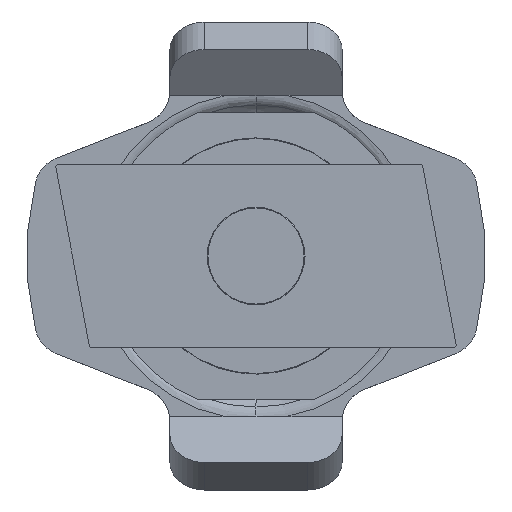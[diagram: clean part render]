
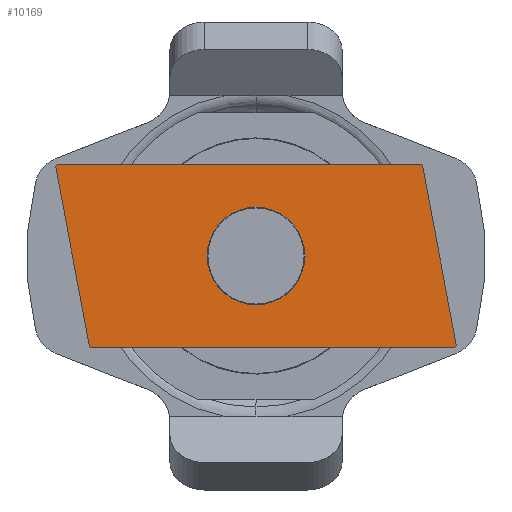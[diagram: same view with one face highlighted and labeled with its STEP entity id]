
A CAD part, front view. The second image highlights one B-rep face of the part: STEP entity #10169.
In plain terms, the highlighted face is planar.
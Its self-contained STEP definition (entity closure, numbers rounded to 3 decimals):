
#8357=CARTESIAN_POINT('',(0.,0.,0.));
#8358=DIRECTION('',(0.,0.,1.));
#8359=DIRECTION('',(1.,0.,0.));
#8360=AXIS2_PLACEMENT_3D('',#8357,#8358,#8359);
#8362=CARTESIAN_POINT('',(0.,0.,0.));
#8363=DIRECTION('',(0.,0.,1.));
#8364=DIRECTION('',(-1.,0.,0.));
#8365=AXIS2_PLACEMENT_3D('',#8362,#8363,#8364);
#8367=CARTESIAN_POINT('',(-14.293,7.75,0.));
#8368=DIRECTION('',(0.,0.,-1.));
#8369=DIRECTION('',(-0.983,0.184,0.));
#8370=AXIS2_PLACEMENT_3D('',#8367,#8368,#8369);
#8372=DIRECTION('',(0.184,0.983,0.));
#8373=VECTOR('',#8372,15.77);
#8374=CARTESIAN_POINT('',(-17.444,-7.704,0.));
#8375=LINE('',#8374,#8373);
#8376=CARTESIAN_POINT('',(-17.199,-7.75,0.));
#8377=DIRECTION('',(0.,0.,-1.));
#8378=DIRECTION('',(0.,-1.,0.));
#8379=AXIS2_PLACEMENT_3D('',#8376,#8377,#8378);
#8381=DIRECTION('',(1.,0.,0.));
#8382=VECTOR('',#8381,31.491);
#8383=CARTESIAN_POINT('',(-17.199,-8.,0.));
#8384=LINE('',#8383,#8382);
#8385=CARTESIAN_POINT('',(14.293,-7.75,0.));
#8386=DIRECTION('',(0.,0.,-1.));
#8387=DIRECTION('',(0.983,-0.184,0.));
#8388=AXIS2_PLACEMENT_3D('',#8385,#8386,#8387);
#8390=DIRECTION('',(-0.184,-0.983,0.));
#8391=VECTOR('',#8390,15.77);
#8392=CARTESIAN_POINT('',(17.444,7.704,0.));
#8393=LINE('',#8392,#8391);
#8394=CARTESIAN_POINT('',(17.199,7.75,0.));
#8395=DIRECTION('',(0.,0.,-1.));
#8396=DIRECTION('',(0.,1.,0.));
#8397=AXIS2_PLACEMENT_3D('',#8394,#8395,#8396);
#8399=DIRECTION('',(-1.,0.,0.));
#8400=VECTOR('',#8399,31.491);
#8401=CARTESIAN_POINT('',(17.199,8.,0.));
#8402=LINE('',#8401,#8400);
#9969=CARTESIAN_POINT('',(4.25,0.,0.));
#9971=VERTEX_POINT('',#9969);
#9990=CARTESIAN_POINT('',(-4.25,0.,0.));
#9991=VERTEX_POINT('',#9990);
#10094=CARTESIAN_POINT('',(-14.538,7.796,0.));
#10095=CARTESIAN_POINT('',(-14.293,8.,0.));
#10096=VERTEX_POINT('',#10094);
#10097=VERTEX_POINT('',#10095);
#10102=CARTESIAN_POINT('',(-17.199,-8.,0.));
#10103=CARTESIAN_POINT('',(-17.444,-7.704,0.));
#10104=VERTEX_POINT('',#10102);
#10105=VERTEX_POINT('',#10103);
#10118=CARTESIAN_POINT('',(17.199,8.,0.));
#10119=CARTESIAN_POINT('',(17.444,7.704,0.));
#10120=VERTEX_POINT('',#10118);
#10121=VERTEX_POINT('',#10119);
#10126=CARTESIAN_POINT('',(14.538,-7.796,0.));
#10127=CARTESIAN_POINT('',(14.293,-8.,0.));
#10128=VERTEX_POINT('',#10126);
#10129=VERTEX_POINT('',#10127);
#10140=CARTESIAN_POINT('',(0.,0.,0.));
#10141=DIRECTION('',(0.,0.,1.));
#10142=DIRECTION('',(1.,0.,0.));
#10143=AXIS2_PLACEMENT_3D('',#10140,#10141,#10142);
#10144=PLANE('',#10143);
#10146=ORIENTED_EDGE('',*,*,#10145,.F.);
#10148=ORIENTED_EDGE('',*,*,#10147,.F.);
#10150=ORIENTED_EDGE('',*,*,#10149,.F.);
#10152=ORIENTED_EDGE('',*,*,#10151,.T.);
#10154=ORIENTED_EDGE('',*,*,#10153,.F.);
#10156=ORIENTED_EDGE('',*,*,#10155,.F.);
#10158=ORIENTED_EDGE('',*,*,#10157,.F.);
#10160=ORIENTED_EDGE('',*,*,#10159,.T.);
#10161=EDGE_LOOP('',(#10146,#10148,#10150,#10152,#10154,#10156,#10158,#10160));
#10162=FACE_OUTER_BOUND('',#10161,.F.);
#10164=ORIENTED_EDGE('',*,*,#10163,.F.);
#10166=ORIENTED_EDGE('',*,*,#10165,.F.);
#10167=EDGE_LOOP('',(#10164,#10166));
#10168=FACE_BOUND('',#10167,.F.);
#10169=ADVANCED_FACE('',(#10162,#10168),#10144,.F.);
#8361=CIRCLE('',#8360,4.25);
#8366=CIRCLE('',#8365,4.25);
#8371=CIRCLE('',#8370,0.25);
#8380=CIRCLE('',#8379,0.25);
#8389=CIRCLE('',#8388,0.25);
#8398=CIRCLE('',#8397,0.25);
#10145=EDGE_CURVE('',#10096,#10097,#8371,.T.);
#10147=EDGE_CURVE('',#10105,#10096,#8375,.T.);
#10149=EDGE_CURVE('',#10104,#10105,#8380,.T.);
#10151=EDGE_CURVE('',#10104,#10129,#8384,.T.);
#10153=EDGE_CURVE('',#10128,#10129,#8389,.T.);
#10155=EDGE_CURVE('',#10121,#10128,#8393,.T.);
#10157=EDGE_CURVE('',#10120,#10121,#8398,.T.);
#10159=EDGE_CURVE('',#10120,#10097,#8402,.T.);
#10163=EDGE_CURVE('',#9971,#9991,#8361,.T.);
#10165=EDGE_CURVE('',#9991,#9971,#8366,.T.);
